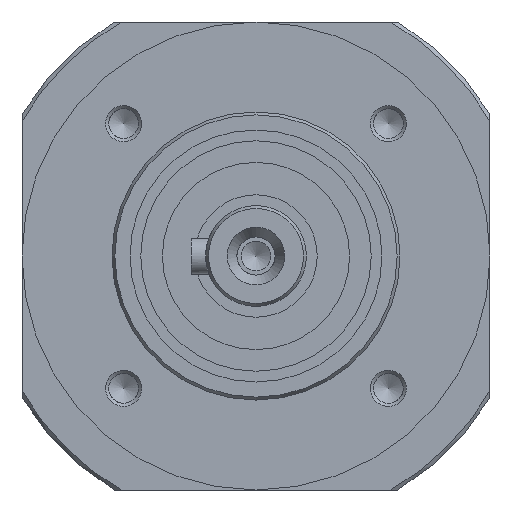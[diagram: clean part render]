
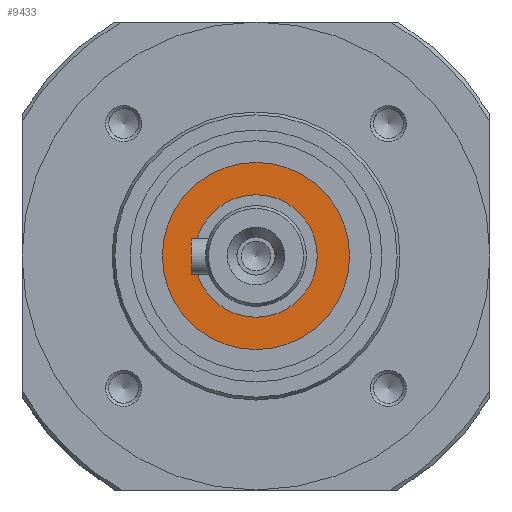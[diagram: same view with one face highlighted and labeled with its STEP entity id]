
A CAD part, left-side view. The second image highlights one B-rep face of the part: STEP entity #9433.
In plain terms, the highlighted planar face has unit normal (-1, 0, 0).
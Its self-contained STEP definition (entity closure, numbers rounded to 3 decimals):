
#9366 = CYLINDRICAL_SURFACE('',#9367,13.);
#9367 = AXIS2_PLACEMENT_3D('',#9368,#9369,#9370);
#9368 = CARTESIAN_POINT('',(33.15,0.,0.));
#9369 = DIRECTION('',(1.,0.,0.));
#9370 = DIRECTION('',(0.,1.,0.));
#9382 = VERTEX_POINT('',#9383);
#9383 = CARTESIAN_POINT('',(33.,13.,0.));
#9403 = EDGE_CURVE('',#9382,#9382,#9404,.T.);
#9404 = SURFACE_CURVE('',#9405,(#9410,#9416),.PCURVE_S1.);
#9405 = CIRCLE('',#9406,13.);
#9406 = AXIS2_PLACEMENT_3D('',#9407,#9408,#9409);
#9407 = CARTESIAN_POINT('',(33.,0.,0.));
#9408 = DIRECTION('',(1.,0.,0.));
#9409 = DIRECTION('',(0.,1.,0.));
#9410 = PCURVE('',#9366,#9411);
#9411 = DEFINITIONAL_REPRESENTATION('',(#9412),#9415);
#9412 = B_SPLINE_CURVE_WITH_KNOTS('',1,(#9413,#9414),.UNSPECIFIED.,.F.,
  .F.,(2,2),(0.,6.283),.PIECEWISE_BEZIER_KNOTS.);
#9413 = CARTESIAN_POINT('',(0.,-0.15));
#9414 = CARTESIAN_POINT('',(6.283,-0.15));
#9415 = ( GEOMETRIC_REPRESENTATION_CONTEXT(2) 
PARAMETRIC_REPRESENTATION_CONTEXT() REPRESENTATION_CONTEXT('2D SPACE',''
  ) );
#9416 = PCURVE('',#9417,#9422);
#9417 = PLANE('',#9418);
#9418 = AXIS2_PLACEMENT_3D('',#9419,#9420,#9421);
#9419 = CARTESIAN_POINT('',(33.,10.75,0.));
#9420 = DIRECTION('',(-1.,0.,0.));
#9421 = DIRECTION('',(0.,0.,1.));
#9422 = DEFINITIONAL_REPRESENTATION('',(#9423),#9431);
#9423 = ( BOUNDED_CURVE() B_SPLINE_CURVE(2,(#9424,#9425,#9426,#9427,
#9428,#9429,#9430),.UNSPECIFIED.,.F.,.F.) B_SPLINE_CURVE_WITH_KNOTS((1,2
    ,2,2,2,1),(-2.094,0.,2.094,4.189,
6.283,8.378),.UNSPECIFIED.) CURVE() 
GEOMETRIC_REPRESENTATION_ITEM() RATIONAL_B_SPLINE_CURVE((1.,0.5,1.,0.5,
1.,0.5,1.)) REPRESENTATION_ITEM('') );
#9424 = CARTESIAN_POINT('',(0.,2.25));
#9425 = CARTESIAN_POINT('',(22.517,2.25));
#9426 = CARTESIAN_POINT('',(11.258,-17.25));
#9427 = CARTESIAN_POINT('',(0.,-36.75));
#9428 = CARTESIAN_POINT('',(-11.258,-17.25));
#9429 = CARTESIAN_POINT('',(-22.517,2.25));
#9430 = CARTESIAN_POINT('',(0.,2.25));
#9431 = ( GEOMETRIC_REPRESENTATION_CONTEXT(2) 
PARAMETRIC_REPRESENTATION_CONTEXT() REPRESENTATION_CONTEXT('2D SPACE',''
  ) );
#9433 = ADVANCED_FACE('',(#9434,#9437),#9417,.T.);
#9434 = FACE_BOUND('',#9435,.T.);
#9435 = EDGE_LOOP('',(#9436));
#9436 = ORIENTED_EDGE('',*,*,#9403,.F.);
#9437 = FACE_BOUND('',#9438,.T.);
#9438 = EDGE_LOOP('',(#9439));
#9439 = ORIENTED_EDGE('',*,*,#9440,.T.);
#9440 = EDGE_CURVE('',#9441,#9441,#9443,.T.);
#9441 = VERTEX_POINT('',#9442);
#9442 = CARTESIAN_POINT('',(33.,8.5,0.));
#9443 = SURFACE_CURVE('',#9444,(#9449,#9460),.PCURVE_S1.);
#9444 = CIRCLE('',#9445,8.5);
#9445 = AXIS2_PLACEMENT_3D('',#9446,#9447,#9448);
#9446 = CARTESIAN_POINT('',(33.,0.,0.));
#9447 = DIRECTION('',(1.,0.,0.));
#9448 = DIRECTION('',(0.,1.,0.));
#9449 = PCURVE('',#9417,#9450);
#9450 = DEFINITIONAL_REPRESENTATION('',(#9451),#9459);
#9451 = ( BOUNDED_CURVE() B_SPLINE_CURVE(2,(#9452,#9453,#9454,#9455,
#9456,#9457,#9458),.UNSPECIFIED.,.T.,.F.) B_SPLINE_CURVE_WITH_KNOTS((1,2
    ,2,2,2,1),(-2.094,0.,2.094,4.189,
6.283,8.378),.UNSPECIFIED.) CURVE() 
GEOMETRIC_REPRESENTATION_ITEM() RATIONAL_B_SPLINE_CURVE((1.,0.5,1.,0.5,
1.,0.5,1.)) REPRESENTATION_ITEM('') );
#9452 = CARTESIAN_POINT('',(0.,-2.25));
#9453 = CARTESIAN_POINT('',(14.722,-2.25));
#9454 = CARTESIAN_POINT('',(7.361,-15.));
#9455 = CARTESIAN_POINT('',(0.,-27.75));
#9456 = CARTESIAN_POINT('',(-7.361,-15.));
#9457 = CARTESIAN_POINT('',(-14.722,-2.25));
#9458 = CARTESIAN_POINT('',(0.,-2.25));
#9459 = ( GEOMETRIC_REPRESENTATION_CONTEXT(2) 
PARAMETRIC_REPRESENTATION_CONTEXT() REPRESENTATION_CONTEXT('2D SPACE',''
  ) );
#9460 = PCURVE('',#9461,#9466);
#9461 = CYLINDRICAL_SURFACE('',#9462,8.5);
#9462 = AXIS2_PLACEMENT_3D('',#9463,#9464,#9465);
#9463 = CARTESIAN_POINT('',(30.5,0.,0.));
#9464 = DIRECTION('',(1.,0.,0.));
#9465 = DIRECTION('',(0.,1.,0.));
#9466 = DEFINITIONAL_REPRESENTATION('',(#9467),#9470);
#9467 = B_SPLINE_CURVE_WITH_KNOTS('',1,(#9468,#9469),.UNSPECIFIED.,.F.,
  .F.,(2,2),(0.,6.283),.PIECEWISE_BEZIER_KNOTS.);
#9468 = CARTESIAN_POINT('',(0.,2.5));
#9469 = CARTESIAN_POINT('',(6.283,2.5));
#9470 = ( GEOMETRIC_REPRESENTATION_CONTEXT(2) 
PARAMETRIC_REPRESENTATION_CONTEXT() REPRESENTATION_CONTEXT('2D SPACE',''
  ) );
